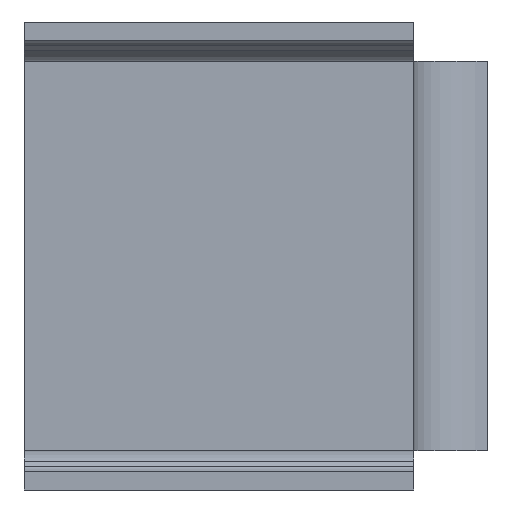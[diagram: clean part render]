
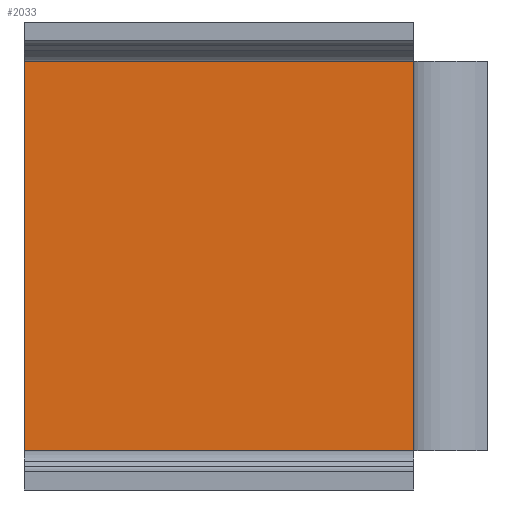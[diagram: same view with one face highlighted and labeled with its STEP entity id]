
A CAD part, left-side view. The second image highlights one B-rep face of the part: STEP entity #2033.
In plain terms, the highlighted planar face has unit normal (-1, 0, 0).
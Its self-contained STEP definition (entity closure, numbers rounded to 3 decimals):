
#130=PLANE('',#2202);
#241=FACE_OUTER_BOUND('',#372,.T.);
#372=EDGE_LOOP('',(#1660,#1661,#1662,#1663));
#510=LINE('',#6593,#690);
#517=LINE('',#6616,#697);
#525=LINE('',#6646,#705);
#526=LINE('',#6647,#706);
#690=VECTOR('',#2513,10.);
#697=VECTOR('',#2536,10.);
#705=VECTOR('',#2562,10.);
#706=VECTOR('',#2563,10.);
#949=VERTEX_POINT('',#6591);
#950=VERTEX_POINT('',#6592);
#958=VERTEX_POINT('',#6614);
#971=VERTEX_POINT('',#6645);
#1186=EDGE_CURVE('',#949,#950,#510,.T.);
#1197=EDGE_CURVE('',#958,#949,#517,.T.);
#1212=EDGE_CURVE('',#971,#958,#525,.T.);
#1213=EDGE_CURVE('',#950,#971,#526,.T.);
#1660=ORIENTED_EDGE('',*,*,#1212,.F.);
#1661=ORIENTED_EDGE('',*,*,#1213,.F.);
#1662=ORIENTED_EDGE('',*,*,#1186,.F.);
#1663=ORIENTED_EDGE('',*,*,#1197,.F.);
#2033=ADVANCED_FACE('',(#241),#130,.T.);
#2202=AXIS2_PLACEMENT_3D('',#6644,#2560,#2561);
#2513=DIRECTION('',(0.,0.,1.));
#2536=DIRECTION('',(0.,1.,0.));
#2560=DIRECTION('center_axis',(-1.,0.,0.));
#2561=DIRECTION('ref_axis',(0.,-1.,0.));
#2562=DIRECTION('',(0.,0.,-1.));
#2563=DIRECTION('',(0.,-1.,0.));
#6591=CARTESIAN_POINT('',(-55.,12.5,-10.5));
#6592=CARTESIAN_POINT('',(-55.,12.5,10.5));
#6593=CARTESIAN_POINT('',(-55.,12.5,0.));
#6614=CARTESIAN_POINT('',(-55.,-8.5,-10.5));
#6616=CARTESIAN_POINT('',(-55.,-12.5,-10.5));
#6644=CARTESIAN_POINT('Origin',(-55.,12.5,0.));
#6645=CARTESIAN_POINT('',(-55.,-8.5,10.5));
#6646=CARTESIAN_POINT('',(-55.,-8.5,0.));
#6647=CARTESIAN_POINT('',(-55.,-12.5,10.5));
